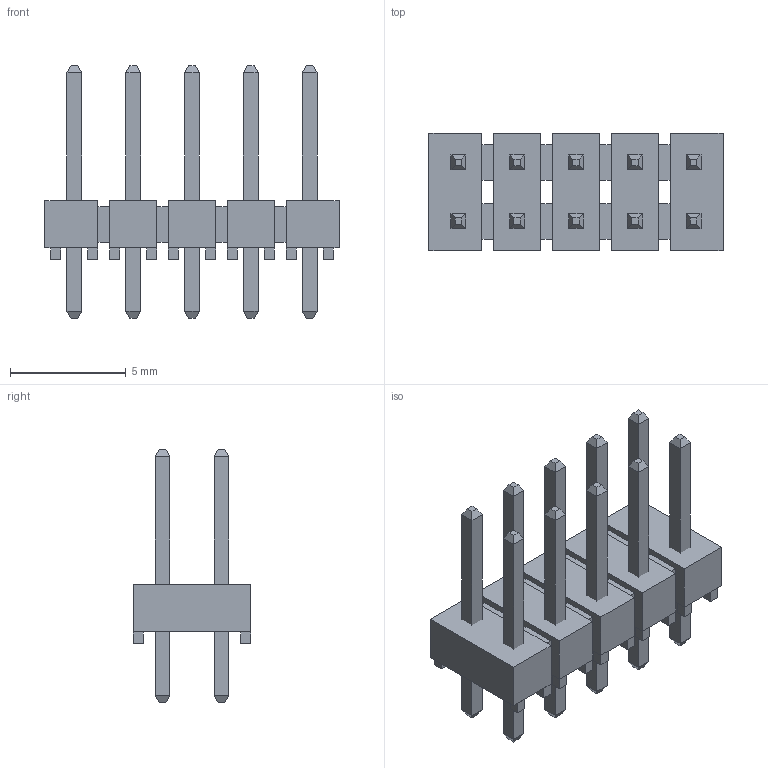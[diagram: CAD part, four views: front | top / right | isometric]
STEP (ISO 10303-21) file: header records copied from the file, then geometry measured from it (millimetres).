
FILE_DESCRIPTION((''),'2;1');
FILE_NAME('SAMTEC_TSW-105-07-L-D-LL.stp','2012-01-23T13:12:27',(''),(''),'Mechanical Desktop 2011','Mechanical Desktop 2011',', , ');
FILE_SCHEMA(('AUTOMOTIVE_DESIGN { 1 2 10303 214 1 1 1 1 }'));
Length unit declared in the file: millimetre
Products named in the file (1): Product
Bounding box: 12.7 x 5.08 x 10.92 mm (x, y, z)
Volume: 164.4 mm3; surface area: 626.4 mm2
Topology: 53 solids, 53 shells, 398 faces, 796 edges, 504 vertices
Faces by surface type: plane 260, bspline 138
Entity records: 9987 total; most frequent: CARTESIAN_POINT 2113, ORIENTED_EDGE 1592, DIRECTION 1318, VECTOR 796, LINE 796, EDGE_CURVE 796, VERTEX_POINT 504, EDGE_LOOP 398
